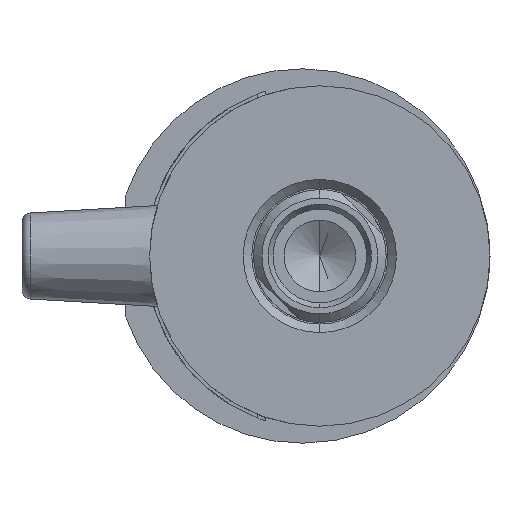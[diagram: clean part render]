
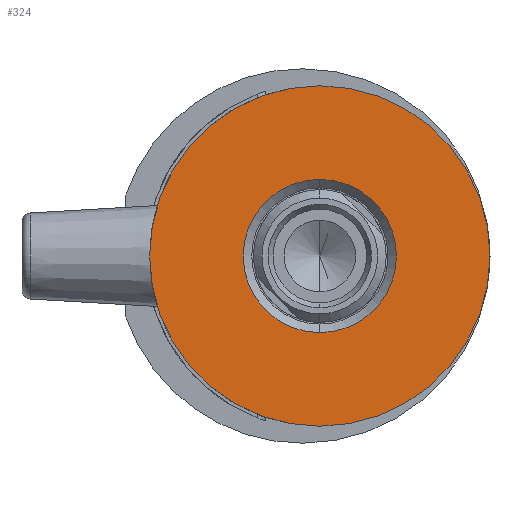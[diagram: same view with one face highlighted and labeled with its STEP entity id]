
A CAD part, left-side view. The second image highlights one B-rep face of the part: STEP entity #324.
In plain terms, the highlighted planar face has unit normal (-1, 0, 0).
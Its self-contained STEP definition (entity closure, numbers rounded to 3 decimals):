
#261 = AXIS2_PLACEMENT_3D ( 'NONE', #16759, #19876, #18307 ) ;
#324 = ADVANCED_FACE ( 'NONE', ( #1000, #15668 ), #1547, .F. ) ;
#738 = CARTESIAN_POINT ( 'NONE',  ( 0., -10., 0. ) ) ;
#841 = DIRECTION ( 'NONE',  ( -1., 0., 0. ) ) ;
#1000 = FACE_BOUND ( 'NONE', #8172, .T. ) ;
#1547 = PLANE ( 'NONE',  #9267 ) ;
#1552 = CARTESIAN_POINT ( 'NONE',  ( 0., 0., 0. ) ) ;
#1898 = ORIENTED_EDGE ( 'NONE', *, *, #6034, .T. ) ;
#2861 = EDGE_CURVE ( 'NONE', #20833, #5829, #14805, .T. ) ;
#3122 = DIRECTION ( 'NONE',  ( 0., -1., 0. ) ) ;
#5004 = EDGE_CURVE ( 'NONE', #5829, #20833, #7778, .T. ) ;
#5078 = CARTESIAN_POINT ( 'NONE',  ( 0., 0., 4.5 ) ) ;
#5272 = AXIS2_PLACEMENT_3D ( 'NONE', #19196, #841, #16154 ) ;
#5584 = ORIENTED_EDGE ( 'NONE', *, *, #5004, .T. ) ;
#5829 = VERTEX_POINT ( 'NONE', #738 ) ;
#5985 = VERTEX_POINT ( 'NONE', #5078 ) ;
#6034 = EDGE_CURVE ( 'NONE', #5985, #12046, #17661, .T. ) ;
#6341 = DIRECTION ( 'NONE',  ( -1., 0., 0. ) ) ;
#7383 = ORIENTED_EDGE ( 'NONE', *, *, #17577, .T. ) ;
#7778 = CIRCLE ( 'NONE', #8262, 10. ) ;
#8093 = CIRCLE ( 'NONE', #261, 4.5 ) ;
#8172 = EDGE_LOOP ( 'NONE', ( #1898, #7383 ) ) ;
#8262 = AXIS2_PLACEMENT_3D ( 'NONE', #18136, #6341, #3122 ) ;
#8451 = DIRECTION ( 'NONE',  ( 1., 0., 0. ) ) ;
#9028 = EDGE_LOOP ( 'NONE', ( #5584, #13239 ) ) ;
#9267 = AXIS2_PLACEMENT_3D ( 'NONE', #11711, #8451, #13116 ) ;
#11711 = CARTESIAN_POINT ( 'NONE',  ( 0., 1., 0. ) ) ;
#12046 = VERTEX_POINT ( 'NONE', #14650 ) ;
#13116 = DIRECTION ( 'NONE',  ( 0., 0., -1. ) ) ;
#13239 = ORIENTED_EDGE ( 'NONE', *, *, #2861, .T. ) ;
#14650 = CARTESIAN_POINT ( 'NONE',  ( 0., 0., -4.5 ) ) ;
#14805 = CIRCLE ( 'NONE', #5272, 10. ) ;
#14856 = CARTESIAN_POINT ( 'NONE',  ( 0., 10., 0. ) ) ;
#15098 = DIRECTION ( 'NONE',  ( 0., 0., -1. ) ) ;
#15668 = FACE_OUTER_BOUND ( 'NONE', #9028, .T. ) ;
#16154 = DIRECTION ( 'NONE',  ( 0., -1., 0. ) ) ;
#16705 = DIRECTION ( 'NONE',  ( 1., 0., 0. ) ) ;
#16759 = CARTESIAN_POINT ( 'NONE',  ( 0., 0., 0. ) ) ;
#17577 = EDGE_CURVE ( 'NONE', #12046, #5985, #8093, .T. ) ;
#17661 = CIRCLE ( 'NONE', #19012, 4.5 ) ;
#18136 = CARTESIAN_POINT ( 'NONE',  ( 0., 0., 0. ) ) ;
#18307 = DIRECTION ( 'NONE',  ( 0., 0., -1. ) ) ;
#19012 = AXIS2_PLACEMENT_3D ( 'NONE', #1552, #16705, #15098 ) ;
#19196 = CARTESIAN_POINT ( 'NONE',  ( 0., 0., 0. ) ) ;
#19876 = DIRECTION ( 'NONE',  ( 1., 0., 0. ) ) ;
#20833 = VERTEX_POINT ( 'NONE', #14856 ) ;
